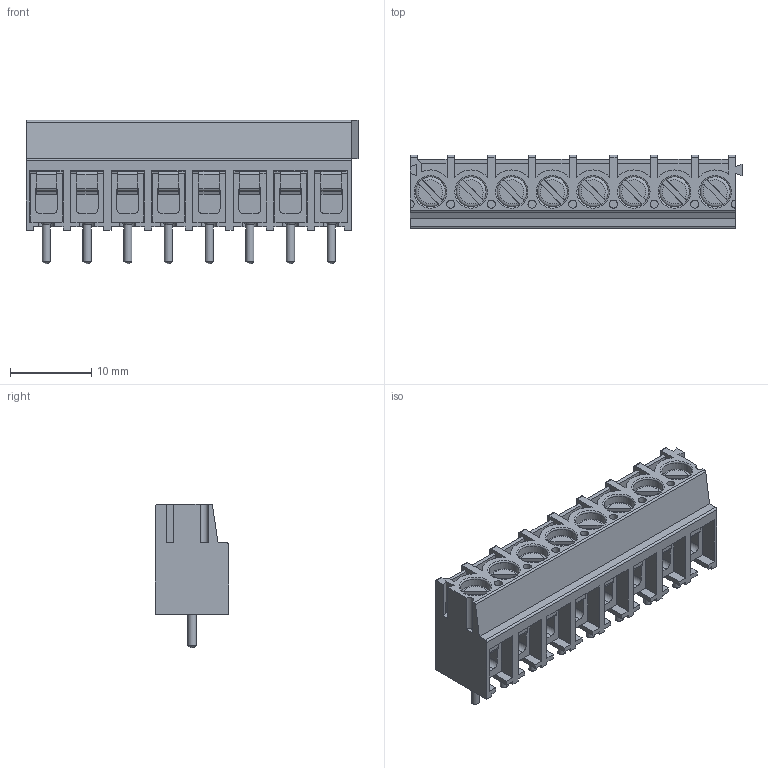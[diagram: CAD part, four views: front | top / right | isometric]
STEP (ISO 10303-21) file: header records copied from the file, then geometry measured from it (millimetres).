
FILE_DESCRIPTION(('STEP AP214'), '1');
FILE_NAME('DG302', '2019-10-01T20:08:34', ('AF'), (''), 'UNSPECIFIED', 'UNSPECIFIED', '');
FILE_SCHEMA(('AUTOMOTIVE_DESIGN { 1 0 10303 214 3 1 1}'));
Length unit declared in the file: millimetre
Assembly tree (24 placements, depth 2):
  (unnamed)
    (unnamed)  x8
    (unnamed)  x8
    (unnamed)  x8
Bounding box: 40.8 x 9 x 17.6 mm (x, y, z)
Volume: 2796.8 mm3; surface area: 7323.6 mm2
Topology: 25 solids, 25 shells, 855 faces, 2152 edges, 1354 vertices
Faces by surface type: plane 619, cylinder 180, cone 24, torus 24, sphere 8
Full cylindrical faces by diameter (mm): 1 x15, 2.3 x8, 2.5 x8, 3 x16, 3.05 x8, 3.8 x8, 4 x8
Entity records: 14836 total; most frequent: CARTESIAN_POINT 2158, DIRECTION 1853, ORIENTED_EDGE 1852, EDGE_CURVE 926, LINE 767, VECTOR 767, VERTEX_POINT 631, AXIS2_PLACEMENT_3D 543
